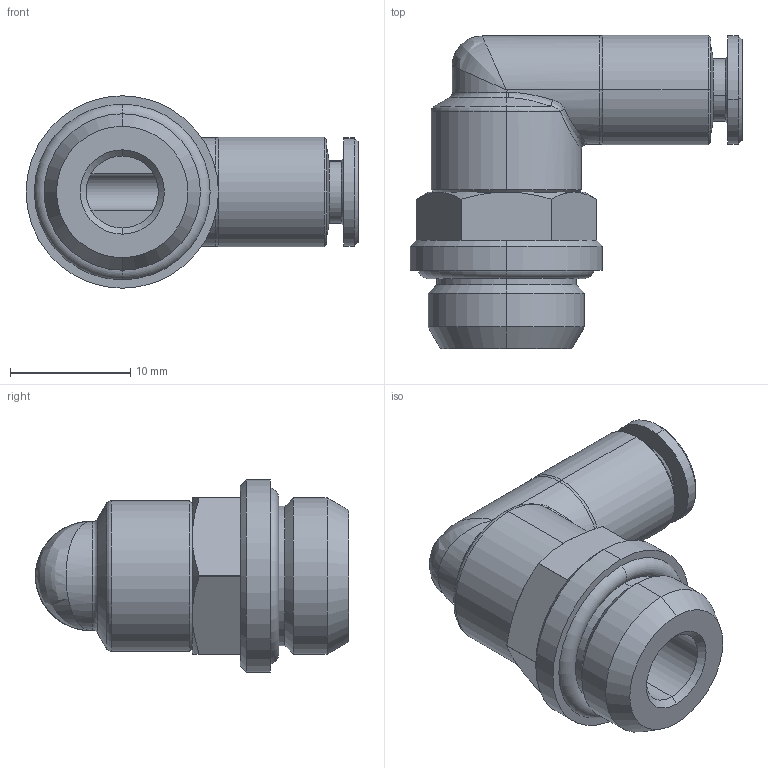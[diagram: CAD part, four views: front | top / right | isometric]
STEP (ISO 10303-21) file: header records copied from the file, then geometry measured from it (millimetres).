
FILE_DESCRIPTION (( 'STEP AP203' ), '1' );
FILE_NAME ('A0060012.STEP', '2009-01-19T08:18:46', ( 'UT1' ), ( 'sopra-pneumatic' ), 'SwSTEP 2.0', 'SolidWorks 2008', '' );
FILE_SCHEMA (( 'CONFIG_CONTROL_DESIGN' ));
Length unit declared in the file: millimetre
Products named in the file (1): A0060012
Bounding box: 27.6 x 26.05 x 16 mm (x, y, z)
Volume: 3191 mm3; surface area: 2430 mm2
Topology: 1 solids, 1 shells, 101 faces, 220 edges, 123 vertices
Faces by surface type: cylinder 33, cone 31, plane 21, torus 10, bspline 6
Entity records: 3213 total; most frequent: CARTESIAN_POINT 958, DIRECTION 492, ORIENTED_EDGE 436, EDGE_CURVE 218, AXIS2_PLACEMENT_3D 211, VERTEX_POINT 123, CIRCLE 115, EDGE_LOOP 107
